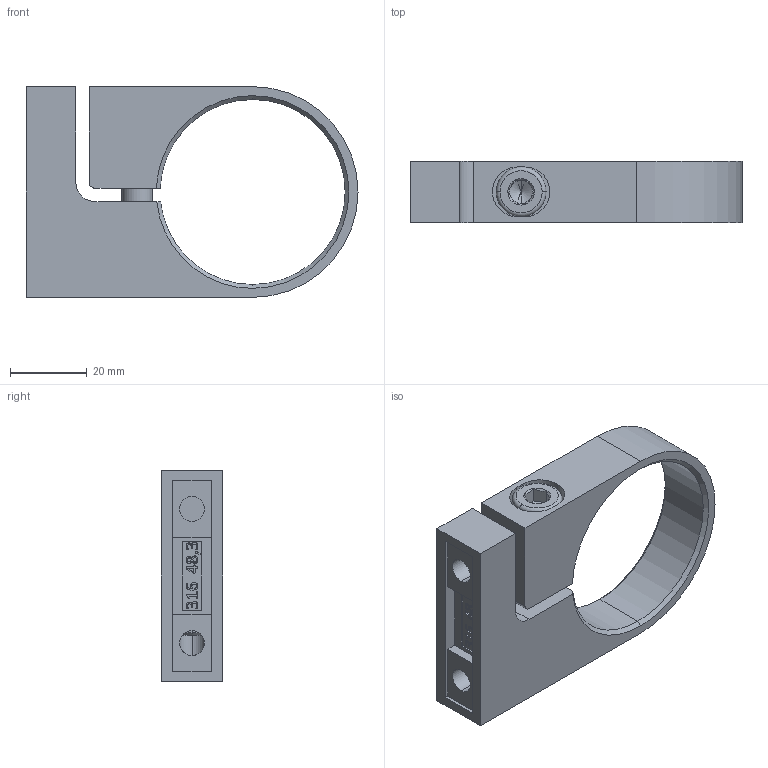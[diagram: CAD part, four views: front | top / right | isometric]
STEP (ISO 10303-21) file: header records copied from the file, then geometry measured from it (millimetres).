
FILE_DESCRIPTION (( 'STEP AP203' ), '1' );
FILE_NAME ('A14_3507-048.STEP', '2019-02-27T13:22:08', ( '' ), ( '' ), 'SwSTEP 2.0', 'SolidWorks 2018', '' );
FILE_SCHEMA (( 'CONFIG_CONTROL_DESIGN' ));
Length unit declared in the file: millimetre
Products named in the file (3): skrutka DIN 912_M8x35_A4-70; A14_3507-048.P1; A14_3507-048
Assembly tree (2 placements, depth 2):
  A14_3507-048
    A14_3507-048.P1
    skrutka DIN 912_M8x35_A4-70
Bounding box: 86.65 x 16 x 55 mm (x, y, z)
Volume: 36164.2 mm3; surface area: 16376 mm2
Topology: 2 solids, 2 shells, 205 faces, 529 edges, 340 vertices
Faces by surface type: bspline 82, plane 80, cylinder 21, cone 18, torus 4
Entity records: 10542 total; most frequent: CARTESIAN_POINT 5799, ORIENTED_EDGE 1050, DIRECTION 671, EDGE_CURVE 525, VERTEX_POINT 340, LINE 279, VECTOR 279, EDGE_LOOP 227
